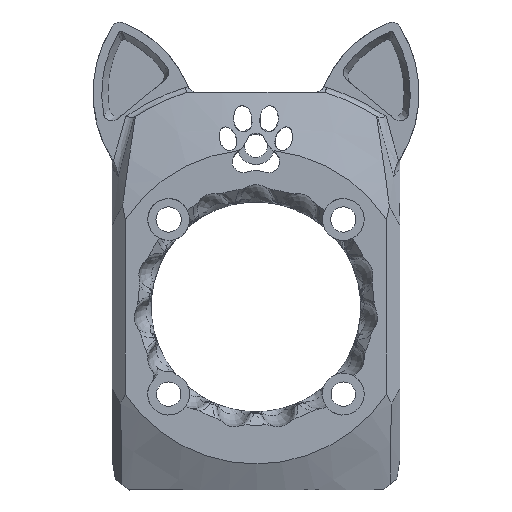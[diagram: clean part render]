
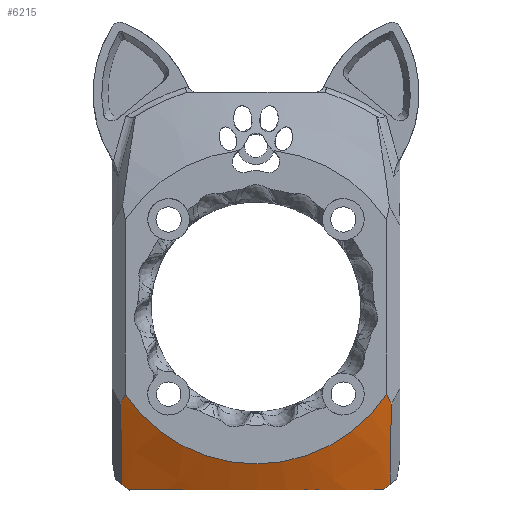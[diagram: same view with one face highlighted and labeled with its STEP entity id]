
A CAD part, top view. The second image highlights one B-rep face of the part: STEP entity #6215.
In plain terms, the highlighted conical face has half-angle 63.435 degrees and reference radius 18 mm.
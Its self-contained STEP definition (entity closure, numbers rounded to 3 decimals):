
#314=(
BOUNDED_CURVE()
B_SPLINE_CURVE(2,(#15939,#15940,#15941),.UNSPECIFIED.,.F.,.F.)
B_SPLINE_CURVE_WITH_KNOTS((3,3),(0.511,3.714),
 .UNSPECIFIED.)
CURVE()
GEOMETRIC_REPRESENTATION_ITEM()
RATIONAL_B_SPLINE_CURVE((1.086,1.319,1.086))
REPRESENTATION_ITEM('')
);
#876=FACE_OUTER_BOUND('',#1270,.T.);
#1270=EDGE_LOOP('',(#4832,#4833,#4834,#4835,#4836,#4837,#4838,#4839));
#1549=CIRCLE('',#6512,18.);
#1600=CIRCLE('',#6620,25.468);
#1601=CIRCLE('',#6622,25.468);
#2016=B_SPLINE_CURVE_WITH_KNOTS('',3,(#15875,#15876,#15877,#15878,#15879,
#15880),.UNSPECIFIED.,.F.,.F.,(4,2,4),(-0.961,-0.481,
0.),.UNSPECIFIED.);
#2019=B_SPLINE_CURVE_WITH_KNOTS('',3,(#15892,#15893,#15894,#15895),
 .UNSPECIFIED.,.F.,.F.,(4,4),(0.,0.001),.UNSPECIFIED.);
#2020=B_SPLINE_CURVE_WITH_KNOTS('',3,(#15898,#15899,#15900,#15901),
 .UNSPECIFIED.,.F.,.F.,(4,4),(0.,0.001),
 .UNSPECIFIED.);
#2022=B_SPLINE_CURVE_WITH_KNOTS('',3,(#15921,#15922,#15923,#15924,#15925,
#15926),.UNSPECIFIED.,.F.,.F.,(4,2,4),(-0.968,-0.483,
0.),.UNSPECIFIED.);
#2437=VERTEX_POINT('',#9926);
#2438=VERTEX_POINT('',#9928);
#2693=VERTEX_POINT('',#15866);
#2695=VERTEX_POINT('',#15874);
#2696=VERTEX_POINT('',#15897);
#2697=VERTEX_POINT('',#15920);
#2698=VERTEX_POINT('',#15936);
#2699=VERTEX_POINT('',#15938);
#3136=EDGE_CURVE('',#2437,#2438,#1549,.T.);
#3454=EDGE_CURVE('',#2695,#2693,#2016,.T.);
#3457=EDGE_CURVE('',#2437,#2695,#2019,.T.);
#3458=EDGE_CURVE('',#2696,#2438,#2020,.T.);
#3460=EDGE_CURVE('',#2697,#2696,#2022,.T.);
#3464=EDGE_CURVE('',#2698,#2699,#314,.T.);
#3466=EDGE_CURVE('',#2698,#2697,#1600,.T.);
#3467=EDGE_CURVE('',#2693,#2699,#1601,.T.);
#4832=ORIENTED_EDGE('',*,*,#3460,.T.);
#4833=ORIENTED_EDGE('',*,*,#3458,.T.);
#4834=ORIENTED_EDGE('',*,*,#3136,.F.);
#4835=ORIENTED_EDGE('',*,*,#3457,.T.);
#4836=ORIENTED_EDGE('',*,*,#3454,.T.);
#4837=ORIENTED_EDGE('',*,*,#3467,.T.);
#4838=ORIENTED_EDGE('',*,*,#3464,.F.);
#4839=ORIENTED_EDGE('',*,*,#3466,.T.);
#6053=CONICAL_SURFACE('',#6623,18.,1.107);
#6215=ADVANCED_FACE('',(#876),#6053,.T.);
#6512=AXIS2_PLACEMENT_3D('',#9929,#7051,#7052);
#6620=AXIS2_PLACEMENT_3D('',#15944,#7310,#7311);
#6622=AXIS2_PLACEMENT_3D('',#15946,#7314,#7315);
#6623=AXIS2_PLACEMENT_3D('',#15947,#7316,#7317);
#7051=DIRECTION('center_axis',(0.,-1.,0.));
#7052=DIRECTION('ref_axis',(1.,0.,0.));
#7310=DIRECTION('center_axis',(0.,-1.,0.));
#7311=DIRECTION('ref_axis',(0.,0.,-1.));
#7314=DIRECTION('center_axis',(0.,-1.,0.));
#7315=DIRECTION('ref_axis',(0.,0.,-1.));
#7316=DIRECTION('center_axis',(0.,1.,0.));
#7317=DIRECTION('ref_axis',(-1.,0.,0.));
#9926=CARTESIAN_POINT('',(-14.961,-64.56,-97.009));
#9928=CARTESIAN_POINT('',(14.961,-64.56,-97.009));
#9929=CARTESIAN_POINT('Origin',(0.,-64.56,
-87.));
#15866=CARTESIAN_POINT('',(-15.363,-60.827,-107.312));
#15874=CARTESIAN_POINT('',(-15.505,-64.016,-98.135));
#15875=CARTESIAN_POINT('Ctrl Pts',(-15.505,-64.016,
-98.135));
#15876=CARTESIAN_POINT('Ctrl Pts',(-15.482,-63.574,
-99.684));
#15877=CARTESIAN_POINT('Ctrl Pts',(-15.456,-63.064,
-101.246));
#15878=CARTESIAN_POINT('Ctrl Pts',(-15.406,-61.997,
-104.282));
#15879=CARTESIAN_POINT('Ctrl Pts',(-15.379,-61.417,-105.82));
#15880=CARTESIAN_POINT('Ctrl Pts',(-15.363,-60.827,
-107.312));
#15892=CARTESIAN_POINT('Ctrl Pts',(-14.961,-64.56,
-97.009));
#15893=CARTESIAN_POINT('Ctrl Pts',(-15.14,-64.381,
-97.386));
#15894=CARTESIAN_POINT('Ctrl Pts',(-15.322,-64.199,-97.762));
#15895=CARTESIAN_POINT('Ctrl Pts',(-15.505,-64.016,
-98.135));
#15897=CARTESIAN_POINT('',(15.505,-64.016,-98.135));
#15898=CARTESIAN_POINT('Ctrl Pts',(15.505,-64.016,-98.135));
#15899=CARTESIAN_POINT('Ctrl Pts',(15.322,-64.199,-97.762));
#15900=CARTESIAN_POINT('Ctrl Pts',(15.14,-64.381,-97.386));
#15901=CARTESIAN_POINT('Ctrl Pts',(14.961,-64.56,-97.009));
#15920=CARTESIAN_POINT('',(15.363,-60.827,-107.312));
#15921=CARTESIAN_POINT('Ctrl Pts',(15.363,-60.827,-107.312));
#15922=CARTESIAN_POINT('Ctrl Pts',(15.379,-61.417,-105.82));
#15923=CARTESIAN_POINT('Ctrl Pts',(15.406,-61.997,-104.282));
#15924=CARTESIAN_POINT('Ctrl Pts',(15.456,-63.064,-101.246));
#15925=CARTESIAN_POINT('Ctrl Pts',(15.482,-63.574,-99.684));
#15926=CARTESIAN_POINT('Ctrl Pts',(15.505,-64.016,-98.135));
#15936=CARTESIAN_POINT('',(14.445,-60.827,-107.975));
#15938=CARTESIAN_POINT('',(-14.445,-60.827,-107.975));
#15939=CARTESIAN_POINT('Ctrl Pts',(14.445,-60.827,-107.975));
#15940=CARTESIAN_POINT('Ctrl Pts',(0.,-64.923,
-107.975));
#15941=CARTESIAN_POINT('Ctrl Pts',(-14.445,-60.827,
-107.975));
#15944=CARTESIAN_POINT('Origin',(0.,-60.827,
-87.));
#15946=CARTESIAN_POINT('Origin',(0.,-60.827,
-87.));
#15947=CARTESIAN_POINT('Origin',(0.,-64.56,
-87.));
